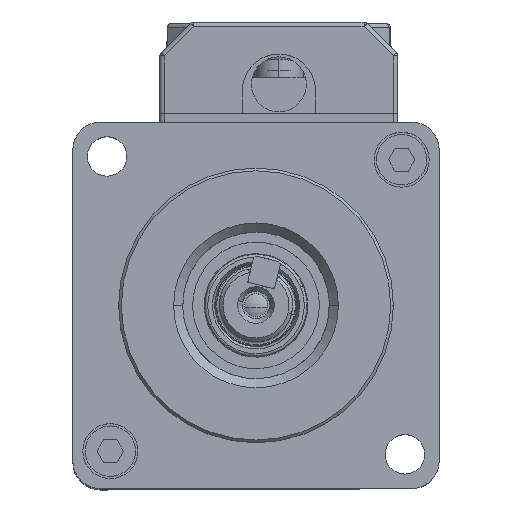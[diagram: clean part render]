
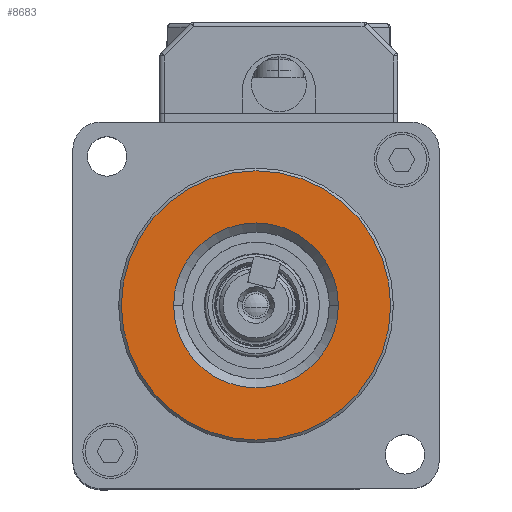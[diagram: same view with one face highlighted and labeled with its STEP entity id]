
A CAD part, top view. The second image highlights one B-rep face of the part: STEP entity #8683.
In plain terms, the highlighted planar face has unit normal (0, 0, 1).
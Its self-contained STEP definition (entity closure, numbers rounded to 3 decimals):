
#1262 = CARTESIAN_POINT ( 'NONE',  ( 9., 0., 56.5 ) ) ;
#1639 = CARTESIAN_POINT ( 'NONE',  ( -9., 0., 56.5 ) ) ;
#1735 = ORIENTED_EDGE ( 'NONE', *, *, #19922, .T. ) ;
#2315 = DIRECTION ( 'NONE',  ( 0., 0., -1. ) ) ;
#3508 = DIRECTION ( 'NONE',  ( -1., 0., 0. ) ) ;
#3777 = EDGE_CURVE ( 'NONE', #8841, #13477, #16924, .T. ) ;
#3906 = EDGE_CURVE ( 'NONE', #13477, #8841, #11545, .T. ) ;
#3952 = FACE_BOUND ( 'NONE', #26686, .T. ) ;
#4056 = AXIS2_PLACEMENT_3D ( 'NONE', #25396, #25293, #25235 ) ;
#5005 = CARTESIAN_POINT ( 'NONE',  ( 0., 0., 56.5 ) ) ;
#6454 = EDGE_CURVE ( 'NONE', #18751, #11257, #7253, .T. ) ;
#7201 = DIRECTION ( 'NONE',  ( -1., 0., 0. ) ) ;
#7253 = CIRCLE ( 'NONE', #4056, 14.7 ) ;
#7729 = DIRECTION ( 'NONE',  ( 0., 0., 1. ) ) ;
#8085 = CARTESIAN_POINT ( 'NONE',  ( 0., 0., 56.5 ) ) ;
#8577 = CIRCLE ( 'NONE', #18748, 14.7 ) ;
#8683 = ADVANCED_FACE ( 'NONE', ( #20406, #3952 ), #24251, .F. ) ;
#8841 = VERTEX_POINT ( 'NONE', #1262 ) ;
#9842 = ORIENTED_EDGE ( 'NONE', *, *, #3906, .T. ) ;
#10488 = AXIS2_PLACEMENT_3D ( 'NONE', #5005, #20002, #7201 ) ;
#11257 = VERTEX_POINT ( 'NONE', #12589 ) ;
#11279 = ORIENTED_EDGE ( 'NONE', *, *, #3777, .T. ) ;
#11545 = CIRCLE ( 'NONE', #25170, 9. ) ;
#12589 = CARTESIAN_POINT ( 'NONE',  ( 14.7, 0., 56.5 ) ) ;
#13477 = VERTEX_POINT ( 'NONE', #1639 ) ;
#15925 = DIRECTION ( 'NONE',  ( -1., 0., 0. ) ) ;
#16924 = CIRCLE ( 'NONE', #24303, 9. ) ;
#18748 = AXIS2_PLACEMENT_3D ( 'NONE', #20548, #7729, #22700 ) ;
#18751 = VERTEX_POINT ( 'NONE', #26708 ) ;
#19869 = CARTESIAN_POINT ( 'NONE',  ( 0., 0., 56.5 ) ) ;
#19922 = EDGE_CURVE ( 'NONE', #11257, #18751, #8577, .T. ) ;
#20002 = DIRECTION ( 'NONE',  ( 0., 0., -1. ) ) ;
#20406 = FACE_OUTER_BOUND ( 'NONE', #22065, .T. ) ;
#20548 = CARTESIAN_POINT ( 'NONE',  ( 0., 0., 56.5 ) ) ;
#22065 = EDGE_LOOP ( 'NONE', ( #22309, #1735 ) ) ;
#22217 = DIRECTION ( 'NONE',  ( 0., 0., -1. ) ) ;
#22309 = ORIENTED_EDGE ( 'NONE', *, *, #6454, .T. ) ;
#22700 = DIRECTION ( 'NONE',  ( -1., 0., 0. ) ) ;
#24251 = PLANE ( 'NONE',  #10488 ) ;
#24303 = AXIS2_PLACEMENT_3D ( 'NONE', #19869, #22217, #15925 ) ;
#25170 = AXIS2_PLACEMENT_3D ( 'NONE', #8085, #2315, #3508 ) ;
#25235 = DIRECTION ( 'NONE',  ( -1., 0., 0. ) ) ;
#25293 = DIRECTION ( 'NONE',  ( 0., 0., 1. ) ) ;
#25396 = CARTESIAN_POINT ( 'NONE',  ( 0., 0., 56.5 ) ) ;
#26686 = EDGE_LOOP ( 'NONE', ( #11279, #9842 ) ) ;
#26708 = CARTESIAN_POINT ( 'NONE',  ( -14.7, 0., 56.5 ) ) ;
